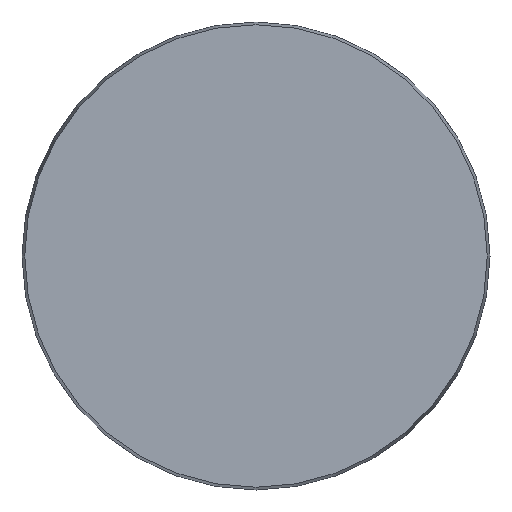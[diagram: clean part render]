
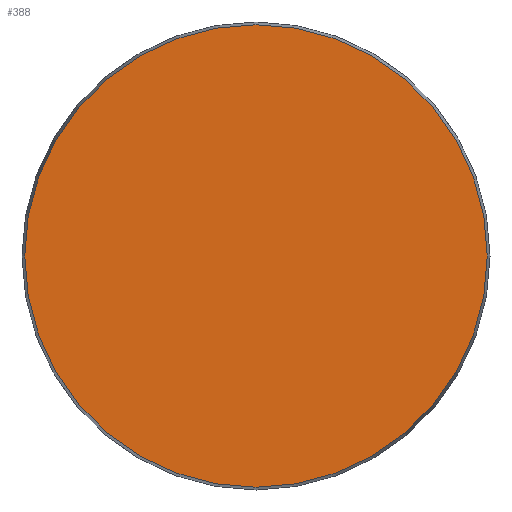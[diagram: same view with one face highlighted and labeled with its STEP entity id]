
A CAD part, front view. The second image highlights one B-rep face of the part: STEP entity #388.
In plain terms, the highlighted planar face has unit normal (0, -1, 0).
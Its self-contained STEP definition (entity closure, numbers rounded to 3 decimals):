
#6 = CARTESIAN_POINT ( 'NONE',  ( 0., 0., -48.425 ) ) ;
#26 = CARTESIAN_POINT ( 'NONE',  ( 0., 0., 0. ) ) ;
#39 = AXIS2_PLACEMENT_3D ( 'NONE', #264, #68, #455 ) ;
#68 = DIRECTION ( 'NONE',  ( 0., 1., 0. ) ) ;
#152 = PLANE ( 'NONE',  #39 ) ;
#182 = EDGE_LOOP ( 'NONE', ( #316 ) ) ;
#200 = CIRCLE ( 'NONE', #524, 48.425 ) ;
#264 = CARTESIAN_POINT ( 'NONE',  ( -48.425, 0., 0. ) ) ;
#275 = FACE_OUTER_BOUND ( 'NONE', #182, .T. ) ;
#305 = EDGE_CURVE ( 'NONE', #518, #518, #200, .T. ) ;
#316 = ORIENTED_EDGE ( 'NONE', *, *, #305, .T. ) ;
#318 = DIRECTION ( 'NONE',  ( 0., -1., 0. ) ) ;
#388 = ADVANCED_FACE ( 'NONE', ( #275 ), #152, .F. ) ;
#455 = DIRECTION ( 'NONE',  ( 0., 0., 1. ) ) ;
#493 = DIRECTION ( 'NONE',  ( 0., 0., -1. ) ) ;
#518 = VERTEX_POINT ( 'NONE', #6 ) ;
#524 = AXIS2_PLACEMENT_3D ( 'NONE', #26, #318, #493 ) ;
